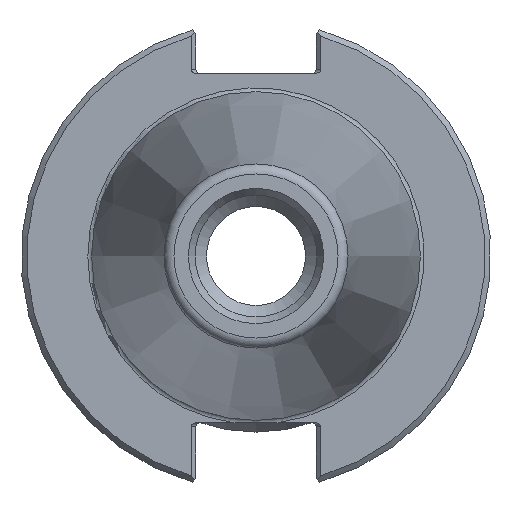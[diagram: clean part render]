
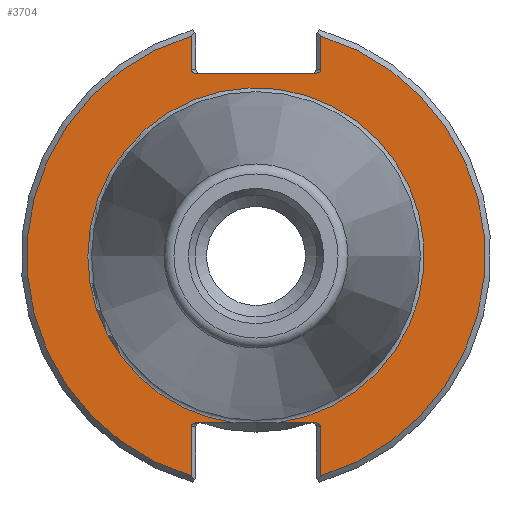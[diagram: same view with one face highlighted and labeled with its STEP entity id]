
A CAD part, left-side view. The second image highlights one B-rep face of the part: STEP entity #3704.
In plain terms, the highlighted planar face has unit normal (-1, 0, 0).
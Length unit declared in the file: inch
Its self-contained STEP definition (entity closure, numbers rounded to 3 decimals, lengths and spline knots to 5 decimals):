
#2762=CARTESIAN_POINT('',(0.125,0.345,0.992));
#2763=VERTEX_POINT('',#2762);
#2770=CARTESIAN_POINT('',(0.125,0.31672,0.972));
#2771=VERTEX_POINT('',#2770);
#2772=CARTESIAN_POINT('',(0.125,0.31672,0.992));
#2773=DIRECTION('',(-1.0,0.0,0.0));
#2774=DIRECTION('',(0.0,1.0,0.0));
#2775=AXIS2_PLACEMENT_3D('',#2772,#2773,#2774);
#2776=ELLIPSE('',#2775,0.02828,0.02);
#2777=EDGE_CURVE('',#2763,#2771,#2776,.T.);
#2862=CARTESIAN_POINT('',(0.125,0.345,1.1702));
#2863=VERTEX_POINT('',#2862);
#2870=CARTESIAN_POINT('',(0.125,0.345,1.1702));
#2871=DIRECTION('',(0.0,0.0,-1.0));
#2872=VECTOR('',#2871,0.1782);
#2873=LINE('',#2870,#2872);
#2874=EDGE_CURVE('',#2863,#2763,#2873,.T.);
#2974=CARTESIAN_POINT('',(0.125,-0.31672,0.972));
#2975=VERTEX_POINT('',#2974);
#2982=CARTESIAN_POINT('',(0.125,-0.345,0.992));
#2983=VERTEX_POINT('',#2982);
#2984=CARTESIAN_POINT('',(0.125,-0.31672,0.992));
#2985=DIRECTION('',(-1.0,0.0,0.0));
#2986=DIRECTION('',(0.0,-1.0,0.0));
#2987=AXIS2_PLACEMENT_3D('',#2984,#2985,#2986);
#2988=ELLIPSE('',#2987,0.02828,0.02);
#2989=EDGE_CURVE('',#2975,#2983,#2988,.T.);
#3039=CARTESIAN_POINT('',(0.125,-0.345,1.1702));
#3040=VERTEX_POINT('',#3039);
#3041=CARTESIAN_POINT('',(0.125,-0.345,0.992));
#3042=DIRECTION('',(0.0,0.0,1.0));
#3043=VECTOR('',#3042,0.1782);
#3044=LINE('',#3041,#3043);
#3045=EDGE_CURVE('',#2983,#3040,#3044,.T.);
#3063=CARTESIAN_POINT('',(0.125,-0.345,-0.908));
#3064=VERTEX_POINT('',#3063);
#3065=CARTESIAN_POINT('',(0.125,-0.31672,-0.888));
#3066=VERTEX_POINT('',#3065);
#3067=CARTESIAN_POINT('',(0.125,-0.31672,-0.908));
#3068=DIRECTION('',(-1.0,0.0,0.0));
#3069=DIRECTION('',(0.0,-1.0,0.0));
#3070=AXIS2_PLACEMENT_3D('',#3067,#3068,#3069);
#3071=ELLIPSE('',#3070,0.02828,0.02);
#3072=EDGE_CURVE('',#3064,#3066,#3071,.T.);
#3170=CARTESIAN_POINT('',(0.125,-0.345,-1.1702));
#3171=VERTEX_POINT('',#3170);
#3178=CARTESIAN_POINT('',(0.125,-0.345,-1.1702));
#3179=DIRECTION('',(0.0,0.0,1.0));
#3180=VECTOR('',#3179,0.2622);
#3181=LINE('',#3178,#3180);
#3182=EDGE_CURVE('',#3171,#3064,#3181,.T.);
#3282=CARTESIAN_POINT('',(0.125,0.31672,-0.888));
#3283=VERTEX_POINT('',#3282);
#3290=CARTESIAN_POINT('',(0.125,0.345,-0.908));
#3291=VERTEX_POINT('',#3290);
#3292=CARTESIAN_POINT('',(0.125,0.31672,-0.908));
#3293=DIRECTION('',(-1.0,0.0,0.0));
#3294=DIRECTION('',(0.0,1.0,0.0));
#3295=AXIS2_PLACEMENT_3D('',#3292,#3293,#3294);
#3296=ELLIPSE('',#3295,0.02828,0.02);
#3297=EDGE_CURVE('',#3283,#3291,#3296,.T.);
#3347=CARTESIAN_POINT('',(0.125,0.345,-1.1702));
#3348=VERTEX_POINT('',#3347);
#3349=CARTESIAN_POINT('',(0.125,0.345,-0.908));
#3350=DIRECTION('',(0.0,0.0,-1.0));
#3351=VECTOR('',#3350,0.2622);
#3352=LINE('',#3349,#3351);
#3353=EDGE_CURVE('',#3291,#3348,#3352,.T.);
#3420=CARTESIAN_POINT('',(0.125,0.31672,0.972));
#3421=DIRECTION('',(0.0,-1.0,0.0));
#3422=VECTOR('',#3421,0.63343);
#3423=LINE('',#3420,#3422);
#3424=EDGE_CURVE('',#2771,#2975,#3423,.T.);
#3622=CARTESIAN_POINT('',(0.125,-0.11172,-0.888));
#3623=VERTEX_POINT('',#3622);
#3624=CARTESIAN_POINT('',(0.125,0.11172,-0.888));
#3625=VERTEX_POINT('',#3624);
#3640=CARTESIAN_POINT('',(0.125,0.,0.0));
#3641=DIRECTION('',(-1.0,0.0,0.0));
#3642=DIRECTION('',(0.0,-1.0,0.0));
#3643=AXIS2_PLACEMENT_3D('',#3640,#3641,#3642);
#3644=CIRCLE('',#3643,0.895);
#3645=EDGE_CURVE('',#3623,#3625,#3644,.T.);
#3661=CARTESIAN_POINT('',(0.125,1.0625,0.0));
#3662=DIRECTION('',(-1.0,0.0,0.0));
#3663=DIRECTION('',(0.0,0.0,1.0));
#3664=AXIS2_PLACEMENT_3D('',#3661,#3662,#3663);
#3665=PLANE('',#3664);
#3666=ORIENTED_EDGE('',*,*,#3645,.F.);
#3667=CARTESIAN_POINT('',(0.125,-0.31672,-0.888));
#3668=DIRECTION('',(0.0,1.0,0.0));
#3669=VECTOR('',#3668,0.205);
#3670=LINE('',#3667,#3669);
#3671=EDGE_CURVE('',#3066,#3623,#3670,.T.);
#3672=ORIENTED_EDGE('',*,*,#3671,.F.);
#3673=ORIENTED_EDGE('',*,*,#3072,.F.);
#3674=ORIENTED_EDGE('',*,*,#3182,.F.);
#3675=CARTESIAN_POINT('',(0.125,0.,0.0));
#3676=DIRECTION('',(1.0,0.0,0.0));
#3677=DIRECTION('',(0.0,-1.0,0.0));
#3678=AXIS2_PLACEMENT_3D('',#3675,#3676,#3677);
#3679=CIRCLE('',#3678,1.22);
#3680=EDGE_CURVE('',#3040,#3171,#3679,.T.);
#3681=ORIENTED_EDGE('',*,*,#3680,.F.);
#3682=ORIENTED_EDGE('',*,*,#3045,.F.);
#3683=ORIENTED_EDGE('',*,*,#2989,.F.);
#3684=ORIENTED_EDGE('',*,*,#3424,.F.);
#3685=ORIENTED_EDGE('',*,*,#2777,.F.);
#3686=ORIENTED_EDGE('',*,*,#2874,.F.);
#3687=CARTESIAN_POINT('',(0.125,0.,0.0));
#3688=DIRECTION('',(1.0,0.0,0.0));
#3689=DIRECTION('',(0.0,1.0,0.0));
#3690=AXIS2_PLACEMENT_3D('',#3687,#3688,#3689);
#3691=CIRCLE('',#3690,1.22);
#3692=EDGE_CURVE('',#3348,#2863,#3691,.T.);
#3693=ORIENTED_EDGE('',*,*,#3692,.F.);
#3694=ORIENTED_EDGE('',*,*,#3353,.F.);
#3695=ORIENTED_EDGE('',*,*,#3297,.F.);
#3696=CARTESIAN_POINT('',(0.125,0.11172,-0.888));
#3697=DIRECTION('',(0.0,1.0,0.0));
#3698=VECTOR('',#3697,0.205);
#3699=LINE('',#3696,#3698);
#3700=EDGE_CURVE('',#3625,#3283,#3699,.T.);
#3701=ORIENTED_EDGE('',*,*,#3700,.F.);
#3702=EDGE_LOOP('',(#3666,#3672,#3673,#3674,#3681,#3682,#3683,#3684,#3685,#3686,#3693,#3694,#3695,#3701));
#3703=FACE_OUTER_BOUND('',#3702,.T.);
#3704=ADVANCED_FACE('',(#3703),#3665,.T.);
